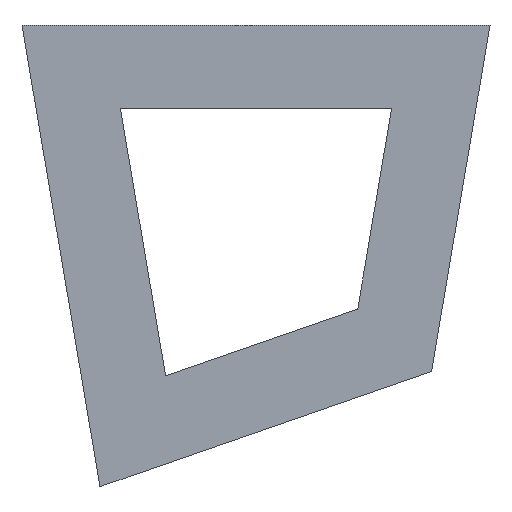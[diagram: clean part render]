
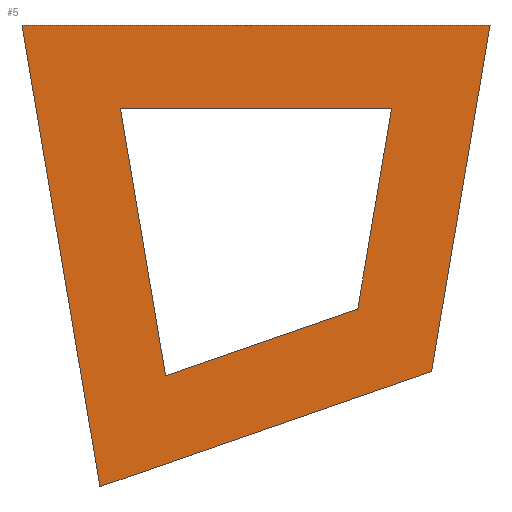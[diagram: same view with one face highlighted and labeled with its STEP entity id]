
A CAD part, front view. The second image highlights one B-rep face of the part: STEP entity #5.
In plain terms, the highlighted planar face has unit normal (0, -1, 0).
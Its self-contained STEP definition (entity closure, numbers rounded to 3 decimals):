
#2 = DIRECTION ( 'NONE',  ( -0.167, 0., 0.986 ) ) ;
#3 = DIRECTION ( 'NONE',  ( -0.945, 0., -0.328 ) ) ;
#5 = ADVANCED_FACE ( 'NONE', ( #88, #182 ), #312, .T. ) ;
#7 = DIRECTION ( 'NONE',  ( -0.167, 0., -0.986 ) ) ;
#13 = EDGE_LOOP ( 'NONE', ( #185, #140, #132, #66 ) ) ;
#21 = VERTEX_POINT ( 'NONE', #108 ) ;
#23 = EDGE_LOOP ( 'NONE', ( #115, #89, #243, #286 ) ) ;
#26 = VECTOR ( 'NONE', #301, 1000. ) ;
#30 = DIRECTION ( 'NONE',  ( -0.167, 0., 0.986 ) ) ;
#31 = LINE ( 'NONE', #54, #322 ) ;
#34 = EDGE_CURVE ( 'NONE', #165, #67, #84, .T. ) ;
#42 = EDGE_CURVE ( 'NONE', #21, #210, #220, .T. ) ;
#43 = DIRECTION ( 'NONE',  ( 0., 0., -1. ) ) ;
#54 = CARTESIAN_POINT ( 'NONE',  ( 24.626, 0., -20.819 ) ) ;
#56 = DIRECTION ( 'NONE',  ( -0.167, 0., -0.986 ) ) ;
#65 = CARTESIAN_POINT ( 'NONE',  ( 0., 0., 0. ) ) ;
#66 = ORIENTED_EDGE ( 'NONE', *, *, #158, .F. ) ;
#67 = VERTEX_POINT ( 'NONE', #253 ) ;
#68 = VECTOR ( 'NONE', #275, 1000. ) ;
#77 = EDGE_CURVE ( 'NONE', #315, #161, #323, .T. ) ;
#84 = LINE ( 'NONE', #124, #26 ) ;
#88 = FACE_OUTER_BOUND ( 'NONE', #13, .T. ) ;
#89 = ORIENTED_EDGE ( 'NONE', *, *, #34, .T. ) ;
#95 = EDGE_CURVE ( 'NONE', #139, #21, #31, .T. ) ;
#99 = LINE ( 'NONE', #145, #251 ) ;
#101 = CARTESIAN_POINT ( 'NONE',  ( 0., 0., 0. ) ) ;
#107 = VECTOR ( 'NONE', #7, 1000. ) ;
#108 = CARTESIAN_POINT ( 'NONE',  ( 4.689, 0., -27.75 ) ) ;
#115 = ORIENTED_EDGE ( 'NONE', *, *, #183, .T. ) ;
#123 = DIRECTION ( 'NONE',  ( 1., 0., 0. ) ) ;
#124 = CARTESIAN_POINT ( 'NONE',  ( 20.189, 0., -17.068 ) ) ;
#132 = ORIENTED_EDGE ( 'NONE', *, *, #244, .F. ) ;
#136 = VECTOR ( 'NONE', #2, 1000. ) ;
#139 = VERTEX_POINT ( 'NONE', #178 ) ;
#140 = ORIENTED_EDGE ( 'NONE', *, *, #95, .F. ) ;
#145 = CARTESIAN_POINT ( 'NONE',  ( 8.633, 0., -21.085 ) ) ;
#153 = CARTESIAN_POINT ( 'NONE',  ( 20.189, 0., -17.068 ) ) ;
#154 = EDGE_CURVE ( 'NONE', #67, #315, #99, .T. ) ;
#158 = EDGE_CURVE ( 'NONE', #210, #262, #226, .T. ) ;
#161 = VERTEX_POINT ( 'NONE', #221 ) ;
#165 = VERTEX_POINT ( 'NONE', #153 ) ;
#174 = LINE ( 'NONE', #276, #294 ) ;
#176 = CARTESIAN_POINT ( 'NONE',  ( 28.143, 0., 0. ) ) ;
#178 = CARTESIAN_POINT ( 'NONE',  ( 24.626, 0., -20.819 ) ) ;
#182 = FACE_BOUND ( 'NONE', #23, .T. ) ;
#183 = EDGE_CURVE ( 'NONE', #161, #165, #174, .T. ) ;
#185 = ORIENTED_EDGE ( 'NONE', *, *, #42, .F. ) ;
#192 = CARTESIAN_POINT ( 'NONE',  ( 5.916, 0., -5. ) ) ;
#210 = VERTEX_POINT ( 'NONE', #231 ) ;
#220 = LINE ( 'NONE', #249, #136 ) ;
#221 = CARTESIAN_POINT ( 'NONE',  ( 22.228, 0., -5. ) ) ;
#226 = LINE ( 'NONE', #101, #233 ) ;
#230 = CARTESIAN_POINT ( 'NONE',  ( 28.143, 0., 0. ) ) ;
#231 = CARTESIAN_POINT ( 'NONE',  ( 0., 0., 0. ) ) ;
#233 = VECTOR ( 'NONE', #123, 1000. ) ;
#243 = ORIENTED_EDGE ( 'NONE', *, *, #154, .T. ) ;
#244 = EDGE_CURVE ( 'NONE', #262, #139, #263, .T. ) ;
#249 = CARTESIAN_POINT ( 'NONE',  ( 4.689, 0., -27.75 ) ) ;
#251 = VECTOR ( 'NONE', #30, 1000. ) ;
#253 = CARTESIAN_POINT ( 'NONE',  ( 8.633, 0., -21.085 ) ) ;
#262 = VERTEX_POINT ( 'NONE', #176 ) ;
#263 = LINE ( 'NONE', #230, #107 ) ;
#266 = AXIS2_PLACEMENT_3D ( 'NONE', #65, #288, #43 ) ;
#275 = DIRECTION ( 'NONE',  ( 1., 0., 0. ) ) ;
#276 = CARTESIAN_POINT ( 'NONE',  ( 22.228, 0., -5. ) ) ;
#286 = ORIENTED_EDGE ( 'NONE', *, *, #77, .T. ) ;
#288 = DIRECTION ( 'NONE',  ( 0., -1., 0. ) ) ;
#294 = VECTOR ( 'NONE', #56, 1000. ) ;
#301 = DIRECTION ( 'NONE',  ( -0.945, 0., -0.328 ) ) ;
#304 = CARTESIAN_POINT ( 'NONE',  ( 5.916, 0., -5. ) ) ;
#312 = PLANE ( 'NONE',  #266 ) ;
#315 = VERTEX_POINT ( 'NONE', #304 ) ;
#322 = VECTOR ( 'NONE', #3, 1000. ) ;
#323 = LINE ( 'NONE', #192, #68 ) ;
